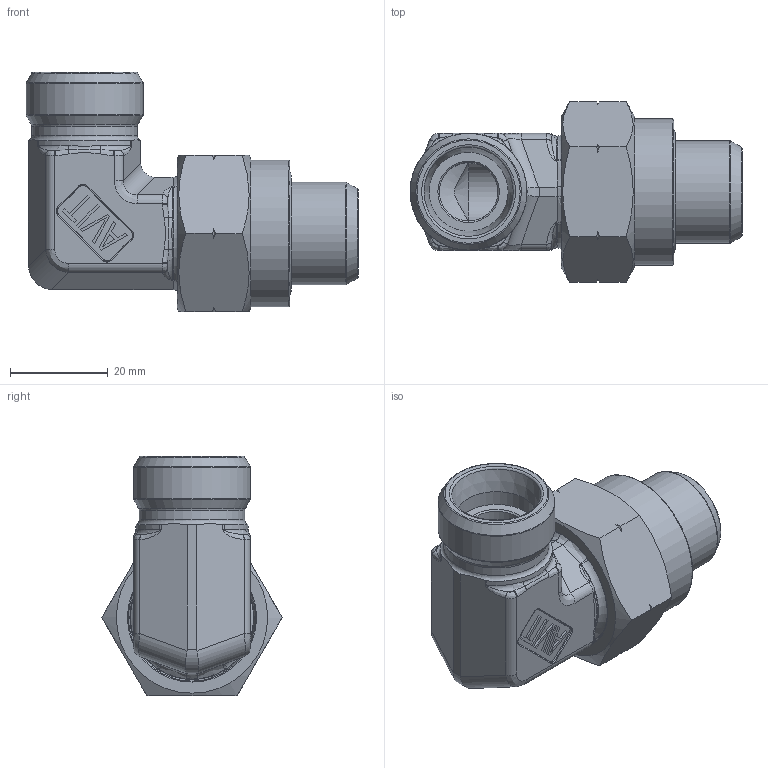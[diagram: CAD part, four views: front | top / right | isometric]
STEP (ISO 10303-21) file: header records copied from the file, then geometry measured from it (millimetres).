
FILE_DESCRIPTION(/* description */ (''),/* implementation_level */ '2;1');
FILE_NAME(/* name */ 'SV16.stp',/* time_stamp */ '2025-01-10T08:43:51+01:00',/* author */ (''),/* organization */ (''),/* preprocessor_version */ 'ST-DEVELOPER v16',/* originating_system */ 'SIEMENS PLM Software NX 10.0',/* authorisation */ '');
FILE_SCHEMA (('AP203_CONFIGURATION_CONTROLLED_3D_DESIGN_OF_MECHANICAL_PARTS_AND_ASSEMBLIES_MIM_LF { 1 0 10303 403 2 1 2}'));
Length unit declared in the file: millimetre
Products named in the file (1): lwes24B827ADuv8j
Bounding box: 68 x 36.95 x 49 mm (x, y, z)
Volume: 35403.9 mm3; surface area: 16826.8 mm2
Topology: 4 solids, 4 shells, 319 faces, 777 edges, 483 vertices
Faces by surface type: plane 114, cylinder 72, bspline 54, torus 33, cone 27, extrusion 17, revolution 2
Full cylindrical faces by diameter (mm): 12 x2, 16.2 x1, 18.3 x1, 18.631 x1, 20.95 x1, 21.6 x1, 22.145 x1, 24 x1, 25.235 x2, 25.44 x1, 26.3 x1, 29.95 x1
Entity records: 10521 total; most frequent: CARTESIAN_POINT 3874, ORIENTED_EDGE 1404, DIRECTION 1185, EDGE_CURVE 702, AXIS2_PLACEMENT_3D 486, VERTEX_POINT 462, EDGE_LOOP 392, ADVANCED_FACE 319
